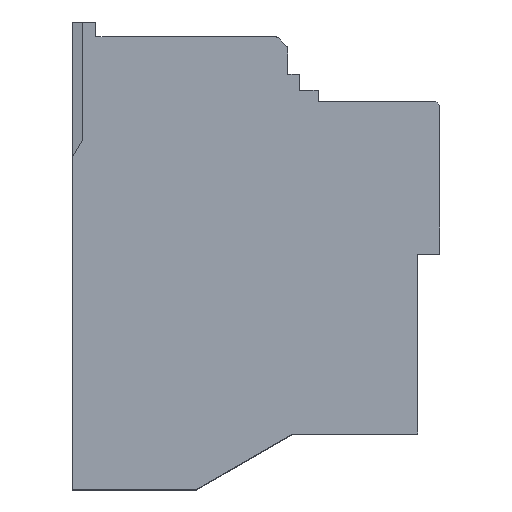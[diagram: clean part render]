
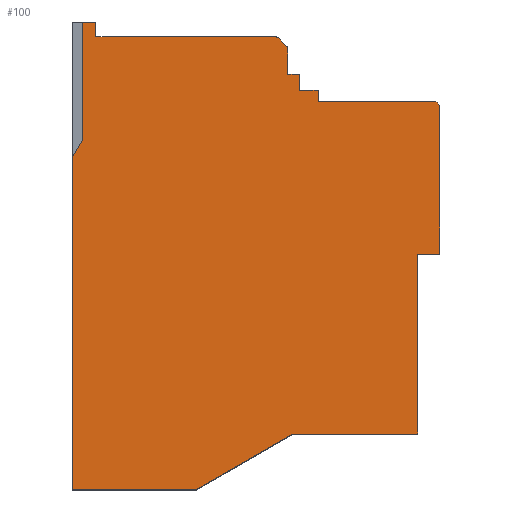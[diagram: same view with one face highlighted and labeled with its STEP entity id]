
A CAD part, top view. The second image highlights one B-rep face of the part: STEP entity #100.
In plain terms, the highlighted planar face has unit normal (0, 0, 1).
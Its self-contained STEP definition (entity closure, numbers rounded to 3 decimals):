
#100=ADVANCED_FACE('',(#338),#226,.F.);
#226=PLANE('',#2587);
#338=FACE_OUTER_BOUND('',#462,.T.);
#462=EDGE_LOOP('',(#675,#676,#677,#678,#679,#680,#681,#682,#683,#684,#685,
#686,#687,#688,#689,#690,#691,#692,#693,#694,#695,#696));
#586=B_SPLINE_CURVE_WITH_KNOTS('',3,(#3562,#3563,#3564,#3565,#3566,#3567,
#3568,#3569,#3570,#3571),.UNSPECIFIED.,.F.,.F.,(4,3,3,4),(0.,0.43,
0.86,1.),.UNSPECIFIED.);
#587=B_SPLINE_CURVE_WITH_KNOTS('',3,(#3575,#3576,#3577,#3578,#3579,#3580,
#3581,#3582,#3583,#3584),.UNSPECIFIED.,.F.,.F.,(4,3,3,4),(0.,0.43,
0.86,1.),.UNSPECIFIED.);
#675=ORIENTED_EDGE('',*,*,#1630,.T.);
#676=ORIENTED_EDGE('',*,*,#1631,.F.);
#677=ORIENTED_EDGE('',*,*,#1597,.T.);
#678=ORIENTED_EDGE('',*,*,#1632,.F.);
#679=ORIENTED_EDGE('',*,*,#1633,.F.);
#680=ORIENTED_EDGE('',*,*,#1634,.F.);
#681=ORIENTED_EDGE('',*,*,#1635,.F.);
#682=ORIENTED_EDGE('',*,*,#1591,.T.);
#683=ORIENTED_EDGE('',*,*,#1601,.F.);
#684=ORIENTED_EDGE('',*,*,#1636,.F.);
#685=ORIENTED_EDGE('',*,*,#1637,.F.);
#686=ORIENTED_EDGE('',*,*,#1638,.F.);
#687=ORIENTED_EDGE('',*,*,#1639,.F.);
#688=ORIENTED_EDGE('',*,*,#1640,.F.);
#689=ORIENTED_EDGE('',*,*,#1641,.F.);
#690=ORIENTED_EDGE('',*,*,#1642,.T.);
#691=ORIENTED_EDGE('',*,*,#1643,.T.);
#692=ORIENTED_EDGE('',*,*,#1644,.T.);
#693=ORIENTED_EDGE('',*,*,#1645,.T.);
#694=ORIENTED_EDGE('',*,*,#1646,.T.);
#695=ORIENTED_EDGE('',*,*,#1647,.T.);
#696=ORIENTED_EDGE('',*,*,#1648,.T.);
#1348=VERTEX_POINT('',#3463);
#1349=VERTEX_POINT('',#3465);
#1353=VERTEX_POINT('',#3477);
#1354=VERTEX_POINT('',#3479);
#1356=VERTEX_POINT('',#3485);
#1383=VERTEX_POINT('',#3548);
#1384=VERTEX_POINT('',#3549);
#1385=VERTEX_POINT('',#3552);
#1386=VERTEX_POINT('',#3554);
#1387=VERTEX_POINT('',#3556);
#1388=VERTEX_POINT('',#3559);
#1389=VERTEX_POINT('',#3561);
#1390=VERTEX_POINT('',#3572);
#1391=VERTEX_POINT('',#3574);
#1392=VERTEX_POINT('',#3585);
#1393=VERTEX_POINT('',#3587);
#1394=VERTEX_POINT('',#3589);
#1395=VERTEX_POINT('',#3591);
#1396=VERTEX_POINT('',#3593);
#1397=VERTEX_POINT('',#3595);
#1398=VERTEX_POINT('',#3597);
#1399=VERTEX_POINT('',#3599);
#1591=EDGE_CURVE('',#1348,#1349,#1949,.T.);
#1597=EDGE_CURVE('',#1354,#1353,#1955,.T.);
#1601=EDGE_CURVE('',#1356,#1349,#1959,.T.);
#1630=EDGE_CURVE('',#1383,#1384,#1982,.T.);
#1631=EDGE_CURVE('',#1354,#1384,#1983,.T.);
#1632=EDGE_CURVE('',#1385,#1353,#1984,.T.);
#1633=EDGE_CURVE('',#1386,#1385,#1985,.T.);
#1634=EDGE_CURVE('',#1387,#1386,#1986,.T.);
#1635=EDGE_CURVE('',#1348,#1387,#1987,.T.);
#1636=EDGE_CURVE('',#1388,#1356,#1988,.T.);
#1637=EDGE_CURVE('',#1389,#1388,#1989,.T.);
#1638=EDGE_CURVE('',#1390,#1389,#586,.T.);
#1639=EDGE_CURVE('',#1391,#1390,#1990,.T.);
#1640=EDGE_CURVE('',#1392,#1391,#587,.T.);
#1641=EDGE_CURVE('',#1393,#1392,#1991,.T.);
#1642=EDGE_CURVE('',#1393,#1394,#1992,.T.);
#1643=EDGE_CURVE('',#1394,#1395,#1993,.T.);
#1644=EDGE_CURVE('',#1395,#1396,#1994,.T.);
#1645=EDGE_CURVE('',#1396,#1397,#1995,.T.);
#1646=EDGE_CURVE('',#1397,#1398,#1996,.T.);
#1647=EDGE_CURVE('',#1398,#1399,#1997,.T.);
#1648=EDGE_CURVE('',#1399,#1383,#1998,.T.);
#1949=LINE('',#3466,#2275);
#1955=LINE('',#3478,#2281);
#1959=LINE('',#3486,#2285);
#1982=LINE('',#3547,#2308);
#1983=LINE('',#3550,#2309);
#1984=LINE('',#3551,#2310);
#1985=LINE('',#3553,#2311);
#1986=LINE('',#3555,#2312);
#1987=LINE('',#3557,#2313);
#1988=LINE('',#3558,#2314);
#1989=LINE('',#3560,#2315);
#1990=LINE('',#3573,#2316);
#1991=LINE('',#3586,#2317);
#1992=LINE('',#3588,#2318);
#1993=LINE('',#3590,#2319);
#1994=LINE('',#3592,#2320);
#1995=LINE('',#3594,#2321);
#1996=LINE('',#3596,#2322);
#1997=LINE('',#3598,#2323);
#1998=LINE('',#3600,#2324);
#2275=VECTOR('',#2762,1.);
#2281=VECTOR('',#2772,1.);
#2285=VECTOR('',#2778,1.);
#2308=VECTOR('',#2825,1.);
#2309=VECTOR('',#2826,1.);
#2310=VECTOR('',#2827,1.);
#2311=VECTOR('',#2828,1.);
#2312=VECTOR('',#2829,1.);
#2313=VECTOR('',#2830,1.);
#2314=VECTOR('',#2831,1.);
#2315=VECTOR('',#2832,1.);
#2316=VECTOR('',#2833,1.);
#2317=VECTOR('',#2834,1.);
#2318=VECTOR('',#2835,1.);
#2319=VECTOR('',#2836,1.);
#2320=VECTOR('',#2837,1.);
#2321=VECTOR('',#2838,1.);
#2322=VECTOR('',#2839,1.);
#2323=VECTOR('',#2840,1.);
#2324=VECTOR('',#2841,1.);
#2587=AXIS2_PLACEMENT_3D('',#3601,#2842,#2843);
#2762=DIRECTION('',(-1.,0.,0.));
#2772=DIRECTION('',(1.,0.,0.));
#2778=DIRECTION('',(0.,-1.,0.));
#2825=DIRECTION('',(1.,0.,0.));
#2826=DIRECTION('',(0.,-1.,0.));
#2827=DIRECTION('',(0.,-1.,0.));
#2828=DIRECTION('',(0.707,-0.707,0.));
#2829=DIRECTION('',(1.,0.,0.));
#2830=DIRECTION('',(0.,-1.,0.));
#2831=DIRECTION('',(1.,0.,0.));
#2832=DIRECTION('',(0.,-1.,0.));
#2833=DIRECTION('',(0.707,-0.707,0.));
#2834=DIRECTION('',(1.,0.,0.));
#2835=DIRECTION('',(0.,1.,0.));
#2836=DIRECTION('',(-1.,0.,0.));
#2837=DIRECTION('',(0.,-1.,0.));
#2838=DIRECTION('',(-0.5,-0.866,0.));
#2839=DIRECTION('',(0.,-1.,0.));
#2840=DIRECTION('',(1.,0.,0.));
#2841=DIRECTION('',(0.866,0.5,0.));
#2842=DIRECTION('',(0.,0.,-1.));
#2843=DIRECTION('',(-1.,0.,0.));
#3463=CARTESIAN_POINT('',(-8.72,13.65,11.85));
#3465=CARTESIAN_POINT('',(-10.15,13.65,11.85));
#3466=CARTESIAN_POINT('',(-8.85,13.65,11.85));
#3477=CARTESIAN_POINT('',(0.486,1.22,11.85));
#3478=CARTESIAN_POINT('',(-30.,1.22,11.85));
#3479=CARTESIAN_POINT('',(-1.186,1.22,11.85));
#3485=CARTESIAN_POINT('',(-10.15,14.83,11.85));
#3486=CARTESIAN_POINT('',(-10.15,14.75,11.85));
#3547=CARTESIAN_POINT('',(-30.,-12.4,11.85));
#3548=CARTESIAN_POINT('',(-10.675,-12.4,11.85));
#3549=CARTESIAN_POINT('',(-1.186,-12.4,11.85));
#3550=CARTESIAN_POINT('',(-1.186,20.,11.85));
#3551=CARTESIAN_POINT('',(0.486,20.,11.85));
#3552=CARTESIAN_POINT('',(0.486,12.492,11.85));
#3553=CARTESIAN_POINT('',(-18.512,31.489,11.85));
#3554=CARTESIAN_POINT('',(0.198,12.78,11.85));
#3555=CARTESIAN_POINT('',(-30.,12.78,11.85));
#3556=CARTESIAN_POINT('',(-8.72,12.78,11.85));
#3557=CARTESIAN_POINT('',(-8.72,20.,11.85));
#3558=CARTESIAN_POINT('',(-30.,14.83,11.85));
#3559=CARTESIAN_POINT('',(-11.02,14.83,11.85));
#3560=CARTESIAN_POINT('',(-11.02,20.,11.85));
#3561=CARTESIAN_POINT('',(-11.02,16.762,11.85));
#3562=CARTESIAN_POINT('',(-11.102,16.96,11.85));
#3563=CARTESIAN_POINT('',(-11.08,16.937,11.85));
#3564=CARTESIAN_POINT('',(-11.061,16.911,11.85));
#3565=CARTESIAN_POINT('',(-11.048,16.883,11.85));
#3566=CARTESIAN_POINT('',(-11.034,16.855,11.85));
#3567=CARTESIAN_POINT('',(-11.025,16.824,11.85));
#3568=CARTESIAN_POINT('',(-11.022,16.792,11.85));
#3569=CARTESIAN_POINT('',(-11.021,16.782,11.85));
#3570=CARTESIAN_POINT('',(-11.02,16.772,11.85));
#3571=CARTESIAN_POINT('',(-11.02,16.762,11.85));
#3572=CARTESIAN_POINT('',(-11.102,16.96,11.85));
#3573=CARTESIAN_POINT('',(-22.071,27.929,11.85));
#3574=CARTESIAN_POINT('',(-11.74,17.598,11.85));
#3575=CARTESIAN_POINT('',(-11.938,17.68,11.85));
#3576=CARTESIAN_POINT('',(-11.907,17.68,11.85));
#3577=CARTESIAN_POINT('',(-11.875,17.675,11.85));
#3578=CARTESIAN_POINT('',(-11.846,17.664,11.85));
#3579=CARTESIAN_POINT('',(-11.816,17.654,11.85));
#3580=CARTESIAN_POINT('',(-11.788,17.638,11.85));
#3581=CARTESIAN_POINT('',(-11.764,17.619,11.85));
#3582=CARTESIAN_POINT('',(-11.755,17.612,11.85));
#3583=CARTESIAN_POINT('',(-11.748,17.605,11.85));
#3584=CARTESIAN_POINT('',(-11.74,17.598,11.85));
#3585=CARTESIAN_POINT('',(-11.938,17.68,11.85));
#3586=CARTESIAN_POINT('',(-30.,17.68,11.85));
#3587=CARTESIAN_POINT('',(-25.55,17.68,11.85));
#3588=CARTESIAN_POINT('',(-25.55,20.,11.85));
#3589=CARTESIAN_POINT('',(-25.55,18.8,11.85));
#3590=CARTESIAN_POINT('',(-11.956,18.8,11.85));
#3591=CARTESIAN_POINT('',(-26.55,18.8,11.85));
#3592=CARTESIAN_POINT('',(-26.55,20.,11.85));
#3593=CARTESIAN_POINT('',(-26.55,9.886,11.85));
#3594=CARTESIAN_POINT('',(-23.033,15.978,11.85));
#3595=CARTESIAN_POINT('',(-27.35,8.5,11.85));
#3596=CARTESIAN_POINT('',(-27.35,20.,11.85));
#3597=CARTESIAN_POINT('',(-27.35,-16.6,11.85));
#3598=CARTESIAN_POINT('',(-30.,-16.6,11.85));
#3599=CARTESIAN_POINT('',(-17.95,-16.6,11.85));
#3600=CARTESIAN_POINT('',(-11.139,-12.668,11.85));
#3601=CARTESIAN_POINT('',(-30.,20.,11.85));
